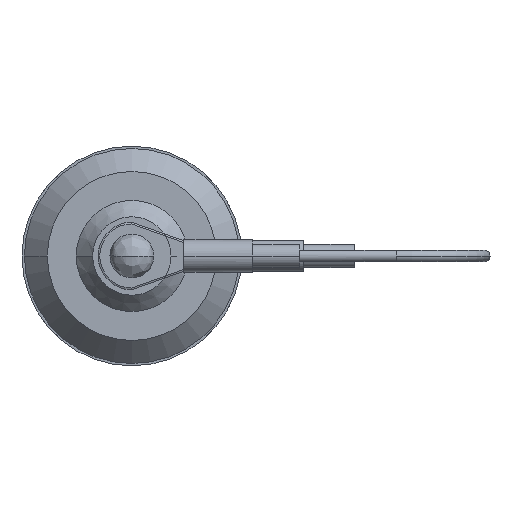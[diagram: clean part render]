
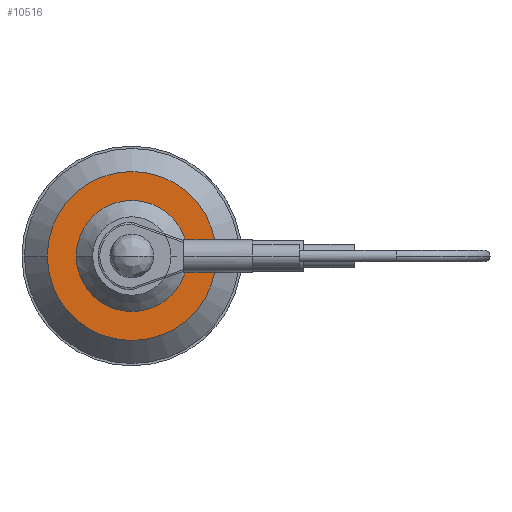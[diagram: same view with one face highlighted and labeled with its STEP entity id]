
A CAD part, left-side view. The second image highlights one B-rep face of the part: STEP entity #10516.
In plain terms, the highlighted face is planar.
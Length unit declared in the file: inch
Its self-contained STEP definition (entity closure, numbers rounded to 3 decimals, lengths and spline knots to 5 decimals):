
#622 = VERTEX_POINT ( 'NONE', #5632 ) ;
#1399 = DIRECTION ( 'NONE',  ( 0., 1., 0. ) ) ;
#2048 = VERTEX_POINT ( 'NONE', #6852 ) ;
#3026 = CIRCLE ( 'NONE', #5438, 0.3165 ) ;
#3823 = DIRECTION ( 'NONE',  ( 0., 0., 1. ) ) ;
#4496 = EDGE_CURVE ( 'NONE', #16466, #2048, #17443, .T. ) ;
#4673 = CARTESIAN_POINT ( 'NONE',  ( 0., 0.68615, 0. ) ) ;
#4815 = DIRECTION ( 'NONE',  ( 0., -1., 0. ) ) ;
#5127 = EDGE_LOOP ( 'NONE', ( #8432, #8357 ) ) ;
#5438 = AXIS2_PLACEMENT_3D ( 'NONE', #16471, #16576, #3823 ) ;
#5632 = CARTESIAN_POINT ( 'NONE',  ( 0., 0.68615, 0.3165 ) ) ;
#5779 = EDGE_CURVE ( 'NONE', #2048, #16466, #7138, .T. ) ;
#6420 = FACE_OUTER_BOUND ( 'NONE', #5127, .T. ) ;
#6852 = CARTESIAN_POINT ( 'NONE',  ( 0., 0.68615, -0.481 ) ) ;
#7138 = CIRCLE ( 'NONE', #12537, 0.481 ) ;
#7172 = CARTESIAN_POINT ( 'NONE',  ( 0., 0.68615, 0. ) ) ;
#7503 = VERTEX_POINT ( 'NONE', #14788 ) ;
#7903 = DIRECTION ( 'NONE',  ( 0., 0., 1. ) ) ;
#8357 = ORIENTED_EDGE ( 'NONE', *, *, #4496, .T. ) ;
#8432 = ORIENTED_EDGE ( 'NONE', *, *, #5779, .T. ) ;
#8453 = EDGE_CURVE ( 'NONE', #622, #7503, #3026, .T. ) ;
#8511 = FACE_BOUND ( 'NONE', #17295, .T. ) ;
#9003 = AXIS2_PLACEMENT_3D ( 'NONE', #13304, #4815, #14798 ) ;
#9631 = CARTESIAN_POINT ( 'NONE',  ( 0., 0.68615, 0. ) ) ;
#9960 = CARTESIAN_POINT ( 'NONE',  ( 0., 0.68615, 0.481 ) ) ;
#10218 = AXIS2_PLACEMENT_3D ( 'NONE', #9631, #18222, #16980 ) ;
#10516 = ADVANCED_FACE ( 'NONE', ( #8511, #6420 ), #10755, .F. ) ;
#10755 = PLANE ( 'NONE',  #9003 ) ;
#12537 = AXIS2_PLACEMENT_3D ( 'NONE', #4673, #13434, #7903 ) ;
#13304 = CARTESIAN_POINT ( 'NONE',  ( 0., 0.68615, 0.3165 ) ) ;
#13434 = DIRECTION ( 'NONE',  ( 0., 1., 0. ) ) ;
#13487 = CIRCLE ( 'NONE', #13776, 0.3165 ) ;
#13776 = AXIS2_PLACEMENT_3D ( 'NONE', #7172, #1399, #18300 ) ;
#14788 = CARTESIAN_POINT ( 'NONE',  ( 0., 0.68615, -0.3165 ) ) ;
#14798 = DIRECTION ( 'NONE',  ( 0., 0., -1. ) ) ;
#16466 = VERTEX_POINT ( 'NONE', #9960 ) ;
#16471 = CARTESIAN_POINT ( 'NONE',  ( 0., 0.68615, 0. ) ) ;
#16576 = DIRECTION ( 'NONE',  ( 0., 1., 0. ) ) ;
#16914 = ORIENTED_EDGE ( 'NONE', *, *, #8453, .F. ) ;
#16980 = DIRECTION ( 'NONE',  ( 0., 0., 1. ) ) ;
#17295 = EDGE_LOOP ( 'NONE', ( #18201, #16914 ) ) ;
#17443 = CIRCLE ( 'NONE', #10218, 0.481 ) ;
#17995 = EDGE_CURVE ( 'NONE', #7503, #622, #13487, .T. ) ;
#18201 = ORIENTED_EDGE ( 'NONE', *, *, #17995, .F. ) ;
#18222 = DIRECTION ( 'NONE',  ( 0., 1., 0. ) ) ;
#18300 = DIRECTION ( 'NONE',  ( 0., 0., 1. ) ) ;
